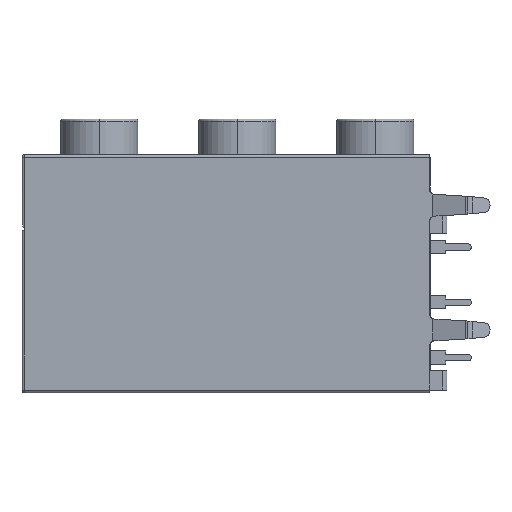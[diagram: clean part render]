
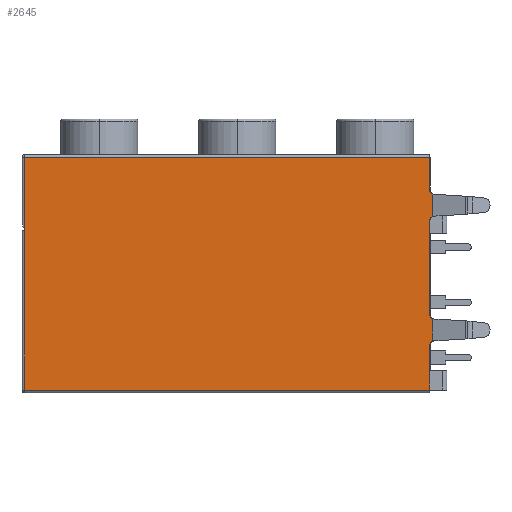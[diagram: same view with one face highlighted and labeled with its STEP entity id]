
A CAD part, left-side view. The second image highlights one B-rep face of the part: STEP entity #2645.
In plain terms, the highlighted planar face has unit normal (-1, 0, 0).
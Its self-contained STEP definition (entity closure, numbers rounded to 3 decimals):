
#2247 = VERTEX_POINT ( 'NONE', #7696 ) ;
#2251 = VERTEX_POINT ( 'NONE', #7686 ) ;
#2252 = EDGE_CURVE ( 'NONE', #2251, #2247, #7685, .T. ) ;
#2267 = EDGE_CURVE ( 'NONE', #2268, #2269, #7733, .T. ) ;
#2268 = VERTEX_POINT ( 'NONE', #7729 ) ;
#2269 = VERTEX_POINT ( 'NONE', #7728 ) ;
#2373 = VERTEX_POINT ( 'NONE', #7927 ) ;
#2375 = EDGE_CURVE ( 'NONE', #2373, #2376, #7926, .T. ) ;
#2376 = VERTEX_POINT ( 'NONE', #7960 ) ;
#2453 = EDGE_CURVE ( 'NONE', #2454, #2455, #8114, .T. ) ;
#2454 = VERTEX_POINT ( 'NONE', #8110 ) ;
#2455 = VERTEX_POINT ( 'NONE', #8165 ) ;
#2645 = ADVANCED_FACE ( 'NONE', ( #8576 ), #8570, .T. ) ;
#2646 = EDGE_LOOP ( 'NONE', ( #2647, #2712, #2713, #2715, #2716, #2718, #2719, #2721, #2697, #2699, #2700, #2702, #2703 ) ) ;
#2647 = ORIENTED_EDGE ( 'NONE', *, *, #2648, .T. ) ;
#2648 = EDGE_CURVE ( 'NONE', #2649, #3334, #8565, .T. ) ;
#2649 = VERTEX_POINT ( 'NONE', #8561 ) ;
#2661 = VERTEX_POINT ( 'NONE', #8608 ) ;
#2697 = ORIENTED_EDGE ( 'NONE', *, *, #2698, .T. ) ;
#2698 = EDGE_CURVE ( 'NONE', #2269, #2376, #8674, .T. ) ;
#2699 = ORIENTED_EDGE ( 'NONE', *, *, #2375, .F. ) ;
#2700 = ORIENTED_EDGE ( 'NONE', *, *, #2701, .T. ) ;
#2701 = EDGE_CURVE ( 'NONE', #2373, #2454, #8669, .T. ) ;
#2702 = ORIENTED_EDGE ( 'NONE', *, *, #2453, .T. ) ;
#2703 = ORIENTED_EDGE ( 'NONE', *, *, #2704, .T. ) ;
#2704 = EDGE_CURVE ( 'NONE', #2455, #2649, #8663, .T. ) ;
#2712 = ORIENTED_EDGE ( 'NONE', *, *, #3303, .T. ) ;
#2713 = ORIENTED_EDGE ( 'NONE', *, *, #2714, .T. ) ;
#2714 = EDGE_CURVE ( 'NONE', #3320, #2724, #8683, .T. ) ;
#2715 = ORIENTED_EDGE ( 'NONE', *, *, #2723, .T. ) ;
#2716 = ORIENTED_EDGE ( 'NONE', *, *, #2717, .T. ) ;
#2717 = EDGE_CURVE ( 'NONE', #2661, #2247, #8679, .T. ) ;
#2718 = ORIENTED_EDGE ( 'NONE', *, *, #2252, .F. ) ;
#2719 = ORIENTED_EDGE ( 'NONE', *, *, #2720, .T. ) ;
#2720 = EDGE_CURVE ( 'NONE', #2251, #2268, #8712, .T. ) ;
#2721 = ORIENTED_EDGE ( 'NONE', *, *, #2267, .T. ) ;
#2723 = EDGE_CURVE ( 'NONE', #2724, #2661, #8707, .T. ) ;
#2724 = VERTEX_POINT ( 'NONE', #8703 ) ;
#3303 = EDGE_CURVE ( 'NONE', #3334, #3320, #10145, .T. ) ;
#3320 = VERTEX_POINT ( 'NONE', #10205 ) ;
#3334 = VERTEX_POINT ( 'NONE', #10243 ) ;
#7682 = DIRECTION ( 'NONE',  ( 0., 0., -1. ) ) ;
#7683 = VECTOR ( 'NONE', #7682, 1000. ) ;
#7684 = CARTESIAN_POINT ( 'NONE',  ( -6.3, 1.3, -14.9 ) ) ;
#7685 = LINE ( 'NONE', #7684, #7683 ) ;
#7686 = CARTESIAN_POINT ( 'NONE',  ( -6.3, 1.3, -14.881 ) ) ;
#7696 = CARTESIAN_POINT ( 'NONE',  ( -6.3, 1.3, -16.919 ) ) ;
#7728 = CARTESIAN_POINT ( 'NONE',  ( -6.3, 1.55, -5.99 ) ) ;
#7729 = CARTESIAN_POINT ( 'NONE',  ( -6.3, 1.55, -14.51 ) ) ;
#7730 = DIRECTION ( 'NONE',  ( 0., 0., 1. ) ) ;
#7731 = VECTOR ( 'NONE', #7730, 1000. ) ;
#7732 = CARTESIAN_POINT ( 'NONE',  ( -6.3, 1.55, -21.6 ) ) ;
#7733 = LINE ( 'NONE', #7732, #7731 ) ;
#7926 = LINE ( 'NONE', #7963, #7962 ) ;
#7927 = CARTESIAN_POINT ( 'NONE',  ( -6.3, 1.3, -3.581 ) ) ;
#7960 = CARTESIAN_POINT ( 'NONE',  ( -6.3, 1.3, -5.619 ) ) ;
#7961 = DIRECTION ( 'NONE',  ( 0., 0., -1. ) ) ;
#7962 = VECTOR ( 'NONE', #7961, 1000. ) ;
#7963 = CARTESIAN_POINT ( 'NONE',  ( -6.3, 1.3, -3.6 ) ) ;
#8110 = CARTESIAN_POINT ( 'NONE',  ( -6.3, 1.55, -3.21 ) ) ;
#8111 = DIRECTION ( 'NONE',  ( 0., 0., 1. ) ) ;
#8112 = VECTOR ( 'NONE', #8111, 1000. ) ;
#8113 = CARTESIAN_POINT ( 'NONE',  ( -6.3, 1.55, -21.6 ) ) ;
#8114 = LINE ( 'NONE', #8113, #8112 ) ;
#8165 = CARTESIAN_POINT ( 'NONE',  ( -6.3, 1.55, -0.25 ) ) ;
#8561 = CARTESIAN_POINT ( 'NONE',  ( -6.3, 38.25, -0.25 ) ) ;
#8562 = DIRECTION ( 'NONE',  ( 0., 0., -1. ) ) ;
#8563 = VECTOR ( 'NONE', #8562, 1000. ) ;
#8564 = CARTESIAN_POINT ( 'NONE',  ( -6.3, 38.25, -21.6 ) ) ;
#8565 = LINE ( 'NONE', #8564, #8563 ) ;
#8566 = DIRECTION ( 'NONE',  ( 0., -1., 0. ) ) ;
#8567 = DIRECTION ( 'NONE',  ( -1., 0., 0. ) ) ;
#8568 = CARTESIAN_POINT ( 'NONE',  ( -6.3, 38.5, -21.6 ) ) ;
#8569 = AXIS2_PLACEMENT_3D ( 'NONE', #8568, #8567, #8566 ) ;
#8570 = PLANE ( 'NONE',  #8569 ) ;
#8576 = FACE_OUTER_BOUND ( 'NONE', #2646, .T. ) ;
#8608 = CARTESIAN_POINT ( 'NONE',  ( -6.3, 1.55, -17.29 ) ) ;
#8660 = DIRECTION ( 'NONE',  ( 0., 1., 0. ) ) ;
#8661 = VECTOR ( 'NONE', #8660, 1000. ) ;
#8662 = CARTESIAN_POINT ( 'NONE',  ( -6.3, 38.5, -0.25 ) ) ;
#8663 = LINE ( 'NONE', #8662, #8661 ) ;
#8665 = CARTESIAN_POINT ( 'NONE',  ( -6.3, 1.55, -3.21 ) ) ;
#8666 = CARTESIAN_POINT ( 'NONE',  ( -6.3, 1.55, -3.378 ) ) ;
#8667 = CARTESIAN_POINT ( 'NONE',  ( -6.3, 1.456, -3.518 ) ) ;
#8668 = CARTESIAN_POINT ( 'NONE',  ( -6.3, 1.3, -3.581 ) ) ;
#8669 =( BOUNDED_CURVE ( )  B_SPLINE_CURVE ( 3, ( #8668, #8667, #8666, #8665 ),
 .UNSPECIFIED., .F., .T. ) 
 B_SPLINE_CURVE_WITH_KNOTS ( ( 4, 4 ),
 ( 3.526, 4.712 ),
 .UNSPECIFIED. ) 
 CURVE ( )  GEOMETRIC_REPRESENTATION_ITEM ( )  RATIONAL_B_SPLINE_CURVE ( ( 1., 0.886, 0.886, 1. ) ) 
 REPRESENTATION_ITEM ( '' )  );
#8670 = CARTESIAN_POINT ( 'NONE',  ( -6.3, 1.3, -5.619 ) ) ;
#8671 = CARTESIAN_POINT ( 'NONE',  ( -6.3, 1.456, -5.682 ) ) ;
#8672 = CARTESIAN_POINT ( 'NONE',  ( -6.3, 1.55, -5.822 ) ) ;
#8673 = CARTESIAN_POINT ( 'NONE',  ( -6.3, 1.55, -5.99 ) ) ;
#8674 =( BOUNDED_CURVE ( )  B_SPLINE_CURVE ( 3, ( #8673, #8672, #8671, #8670 ),
 .UNSPECIFIED., .F., .T. ) 
 B_SPLINE_CURVE_WITH_KNOTS ( ( 4, 4 ),
 ( 1.571, 2.757 ),
 .UNSPECIFIED. ) 
 CURVE ( )  GEOMETRIC_REPRESENTATION_ITEM ( )  RATIONAL_B_SPLINE_CURVE ( ( 1., 0.886, 0.886, 1. ) ) 
 REPRESENTATION_ITEM ( '' )  );
#8675 = CARTESIAN_POINT ( 'NONE',  ( -6.3, 1.3, -16.919 ) ) ;
#8676 = CARTESIAN_POINT ( 'NONE',  ( -6.3, 1.456, -16.982 ) ) ;
#8677 = CARTESIAN_POINT ( 'NONE',  ( -6.3, 1.55, -17.122 ) ) ;
#8678 = CARTESIAN_POINT ( 'NONE',  ( -6.3, 1.55, -17.29 ) ) ;
#8679 =( BOUNDED_CURVE ( )  B_SPLINE_CURVE ( 3, ( #8678, #8677, #8676, #8675 ),
 .UNSPECIFIED., .F., .T. ) 
 B_SPLINE_CURVE_WITH_KNOTS ( ( 4, 4 ),
 ( 1.571, 2.757 ),
 .UNSPECIFIED. ) 
 CURVE ( )  GEOMETRIC_REPRESENTATION_ITEM ( )  RATIONAL_B_SPLINE_CURVE ( ( 1., 0.886, 0.886, 1. ) ) 
 REPRESENTATION_ITEM ( '' )  );
#8680 = DIRECTION ( 'NONE',  ( 0., -1., 0. ) ) ;
#8681 = VECTOR ( 'NONE', #8680, 1000. ) ;
#8682 = CARTESIAN_POINT ( 'NONE',  ( -6.3, 1.55, -21.35 ) ) ;
#8683 = LINE ( 'NONE', #8682, #8681 ) ;
#8703 = CARTESIAN_POINT ( 'NONE',  ( -6.3, 1.55, -21.35 ) ) ;
#8704 = DIRECTION ( 'NONE',  ( 0., 0., 1. ) ) ;
#8705 = VECTOR ( 'NONE', #8704, 1000. ) ;
#8706 = CARTESIAN_POINT ( 'NONE',  ( -6.3, 1.55, -21.6 ) ) ;
#8707 = LINE ( 'NONE', #8706, #8705 ) ;
#8708 = CARTESIAN_POINT ( 'NONE',  ( -6.3, 1.55, -14.51 ) ) ;
#8709 = CARTESIAN_POINT ( 'NONE',  ( -6.3, 1.55, -14.678 ) ) ;
#8710 = CARTESIAN_POINT ( 'NONE',  ( -6.3, 1.456, -14.818 ) ) ;
#8711 = CARTESIAN_POINT ( 'NONE',  ( -6.3, 1.3, -14.881 ) ) ;
#8712 =( BOUNDED_CURVE ( )  B_SPLINE_CURVE ( 3, ( #8711, #8710, #8709, #8708 ),
 .UNSPECIFIED., .F., .T. ) 
 B_SPLINE_CURVE_WITH_KNOTS ( ( 4, 4 ),
 ( 3.526, 4.712 ),
 .UNSPECIFIED. ) 
 CURVE ( )  GEOMETRIC_REPRESENTATION_ITEM ( )  RATIONAL_B_SPLINE_CURVE ( ( 1., 0.886, 0.886, 1. ) ) 
 REPRESENTATION_ITEM ( '' )  );
#10142 = DIRECTION ( 'NONE',  ( 0., 0., -1. ) ) ;
#10143 = VECTOR ( 'NONE', #10142, 1000. ) ;
#10144 = CARTESIAN_POINT ( 'NONE',  ( -6.3, 38.25, -21.6 ) ) ;
#10145 = LINE ( 'NONE', #10144, #10143 ) ;
#10205 = CARTESIAN_POINT ( 'NONE',  ( -6.3, 38.25, -21.35 ) ) ;
#10243 = CARTESIAN_POINT ( 'NONE',  ( -6.3, 38.25, -6.9 ) ) ;
